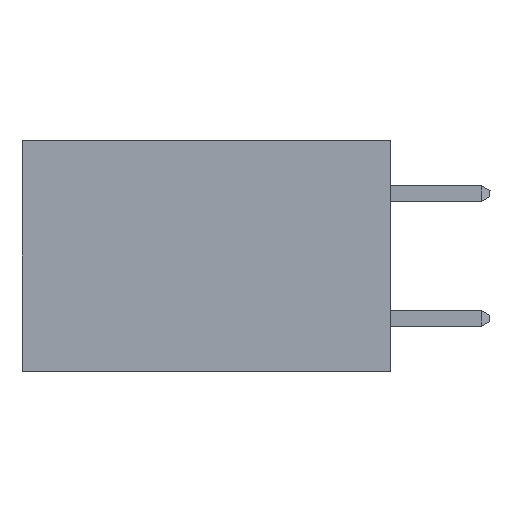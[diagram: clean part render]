
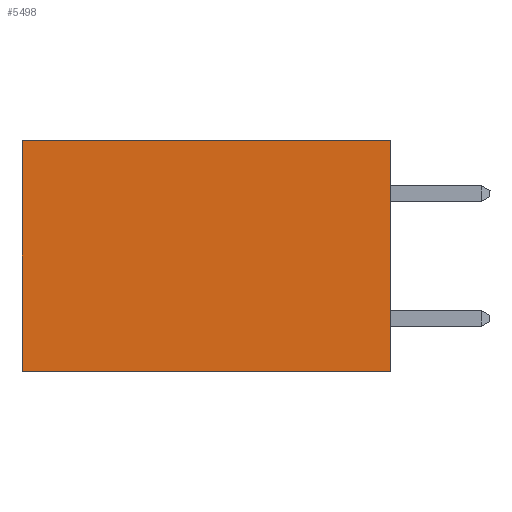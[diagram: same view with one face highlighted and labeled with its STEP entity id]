
A CAD part, left-side view. The second image highlights one B-rep face of the part: STEP entity #5498.
In plain terms, the highlighted planar face has unit normal (-1, 0, 0).
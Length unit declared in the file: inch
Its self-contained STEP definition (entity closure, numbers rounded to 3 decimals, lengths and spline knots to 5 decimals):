
#399 = CARTESIAN_POINT ( 'NONE',  ( 0.277, 0., 0. ) ) ;
#824 = DIRECTION ( 'NONE',  ( 0., 1., 0. ) ) ;
#866 = LINE ( 'NONE', #399, #7176 ) ;
#1069 = CARTESIAN_POINT ( 'NONE',  ( 0.277, 0., -0.37 ) ) ;
#1178 = DIRECTION ( 'NONE',  ( 0., 0., -1. ) ) ;
#1399 = EDGE_CURVE ( 'NONE', #5344, #5443, #866, .T. ) ;
#1560 = CARTESIAN_POINT ( 'NONE',  ( 0.277, 0., -0.37 ) ) ;
#1581 = EDGE_CURVE ( 'NONE', #5443, #4233, #3480, .T. ) ;
#1812 = ORIENTED_EDGE ( 'NONE', *, *, #1581, .T. ) ;
#2045 = DIRECTION ( 'NONE',  ( 0., 1., 0. ) ) ;
#2621 = VERTEX_POINT ( 'NONE', #4977 ) ;
#2912 = EDGE_LOOP ( 'NONE', ( #1812, #6440, #8568, #10578 ) ) ;
#3202 = VECTOR ( 'NONE', #4623, 39.37008 ) ;
#3480 = LINE ( 'NONE', #8233, #3202 ) ;
#3652 = EDGE_CURVE ( 'NONE', #5344, #2621, #3695, .T. ) ;
#3689 = DIRECTION ( 'NONE',  ( 0., 0., -1. ) ) ;
#3695 = LINE ( 'NONE', #1560, #7888 ) ;
#3711 = DIRECTION ( 'NONE',  ( 1., 0., 0. ) ) ;
#3888 = CARTESIAN_POINT ( 'NONE',  ( 0.277, 0., -0.37 ) ) ;
#3944 = PLANE ( 'NONE',  #9794 ) ;
#4091 = FACE_OUTER_BOUND ( 'NONE', #2912, .T. ) ;
#4233 = VERTEX_POINT ( 'NONE', #6839 ) ;
#4623 = DIRECTION ( 'NONE',  ( 0., 0., -1. ) ) ;
#4635 = CARTESIAN_POINT ( 'NONE',  ( 0.277, 0.59, 0. ) ) ;
#4977 = CARTESIAN_POINT ( 'NONE',  ( 0.277, 0., -0.37 ) ) ;
#5344 = VERTEX_POINT ( 'NONE', #6590 ) ;
#5443 = VERTEX_POINT ( 'NONE', #4635 ) ;
#5498 = ADVANCED_FACE ( 'NONE', ( #4091 ), #3944, .F. ) ;
#6440 = ORIENTED_EDGE ( 'NONE', *, *, #7044, .F. ) ;
#6590 = CARTESIAN_POINT ( 'NONE',  ( 0.277, 0., 0. ) ) ;
#6809 = LINE ( 'NONE', #1069, #8195 ) ;
#6839 = CARTESIAN_POINT ( 'NONE',  ( 0.277, 0.59, -0.37 ) ) ;
#7044 = EDGE_CURVE ( 'NONE', #2621, #4233, #6809, .T. ) ;
#7176 = VECTOR ( 'NONE', #2045, 39.37008 ) ;
#7888 = VECTOR ( 'NONE', #1178, 39.37008 ) ;
#8195 = VECTOR ( 'NONE', #824, 39.37008 ) ;
#8233 = CARTESIAN_POINT ( 'NONE',  ( 0.277, 0.59, -0.37 ) ) ;
#8568 = ORIENTED_EDGE ( 'NONE', *, *, #3652, .F. ) ;
#9794 = AXIS2_PLACEMENT_3D ( 'NONE', #3888, #3711, #3689 ) ;
#10578 = ORIENTED_EDGE ( 'NONE', *, *, #1399, .T. ) ;
